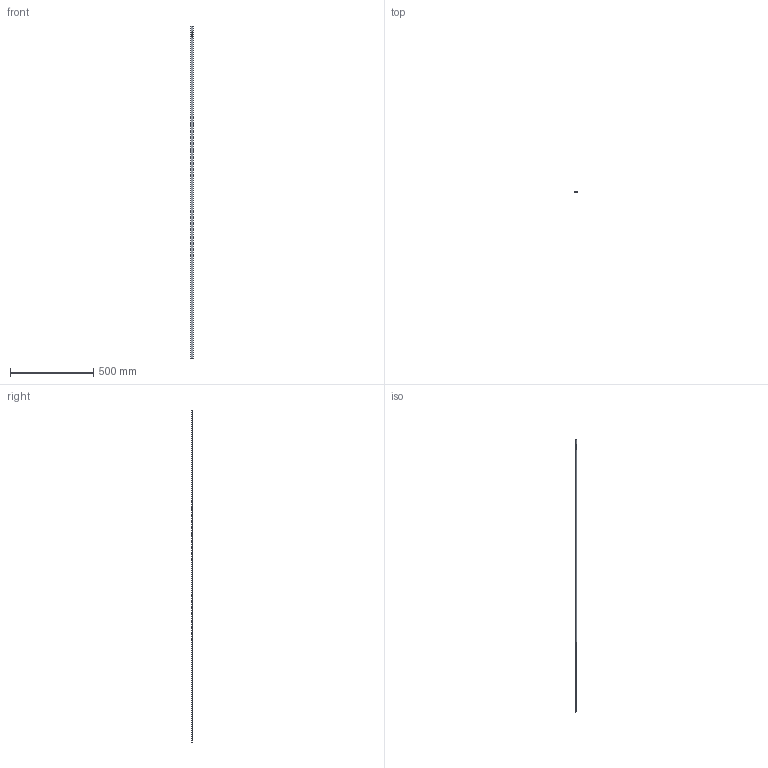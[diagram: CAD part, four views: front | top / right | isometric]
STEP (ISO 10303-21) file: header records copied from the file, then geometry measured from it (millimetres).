
FILE_DESCRIPTION (( 'STEP AP203' ), '1' );
FILE_NAME ('6312.step', '2015-09-17T15:51:31', ( '' ), ( '' ), 'SwSTEP 2.0', 'SolidWorks 2015', '' );
FILE_SCHEMA (( 'CONFIG_CONTROL_DESIGN' ));
Length unit declared in the file: millimetre
Products named in the file (1): 6312
Bounding box: 16 x 4.97 x 2000 mm (x, y, z)
Volume: 114583.8 mm3; surface area: 71904.9 mm2
Topology: 1 solids, 1 shells, 169 faces, 453 edges, 302 vertices
Faces by surface type: plane 91, bspline 77, cylinder 1
Entity records: 9104 total; most frequent: CARTESIAN_POINT 5322, ORIENTED_EDGE 906, DIRECTION 487, EDGE_CURVE 453, VERTEX_POINT 302, VECTOR 297, LINE 297, EDGE_LOOP 185
